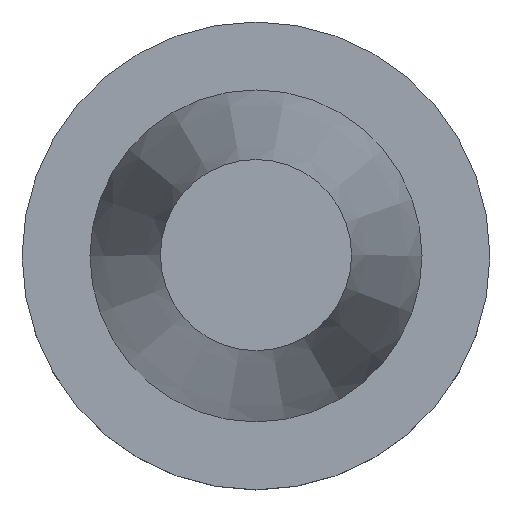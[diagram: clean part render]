
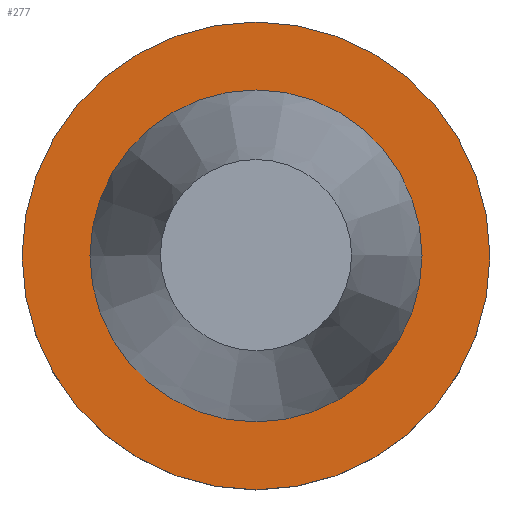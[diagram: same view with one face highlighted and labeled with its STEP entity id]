
A CAD part, top view. The second image highlights one B-rep face of the part: STEP entity #277.
In plain terms, the highlighted planar face has unit normal (0, 0, 1).
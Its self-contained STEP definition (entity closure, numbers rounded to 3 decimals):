
#3 = AXIS2_PLACEMENT_3D ( 'NONE', #23, #105, #293 ) ;
#23 = CARTESIAN_POINT ( 'NONE',  ( 0., 49.215, -1.5 ) ) ;
#42 = FACE_OUTER_BOUND ( 'NONE', #95, .T. ) ;
#51 = ORIENTED_EDGE ( 'NONE', *, *, #288, .F. ) ;
#75 = CARTESIAN_POINT ( 'NONE',  ( 0., 0., -1.5 ) ) ;
#76 = DIRECTION ( 'NONE',  ( 1., 0., 0. ) ) ;
#83 = EDGE_CURVE ( 'NONE', #335, #335, #109, .T. ) ;
#95 = EDGE_LOOP ( 'NONE', ( #346 ) ) ;
#105 = DIRECTION ( 'NONE',  ( 0., 0., -1. ) ) ;
#109 = CIRCLE ( 'NONE', #307, 49.215 ) ;
#143 = VERTEX_POINT ( 'NONE', #245 ) ;
#152 = EDGE_LOOP ( 'NONE', ( #51 ) ) ;
#166 = PLANE ( 'NONE',  #3 ) ;
#236 = DIRECTION ( 'NONE',  ( 1., 0., 0. ) ) ;
#245 = CARTESIAN_POINT ( 'NONE',  ( 34.925, 0., -1.5 ) ) ;
#249 = CARTESIAN_POINT ( 'NONE',  ( 49.215, 0., -1.5 ) ) ;
#270 = FACE_BOUND ( 'NONE', #152, .T. ) ;
#271 = AXIS2_PLACEMENT_3D ( 'NONE', #75, #331, #236 ) ;
#273 = DIRECTION ( 'NONE',  ( 0., 0., 1. ) ) ;
#277 = ADVANCED_FACE ( 'NONE', ( #270, #42 ), #166, .F. ) ;
#288 = EDGE_CURVE ( 'NONE', #143, #143, #320, .T. ) ;
#293 = DIRECTION ( 'NONE',  ( -1., 0., 0. ) ) ;
#299 = CARTESIAN_POINT ( 'NONE',  ( 0., 0., -1.5 ) ) ;
#307 = AXIS2_PLACEMENT_3D ( 'NONE', #299, #273, #76 ) ;
#320 = CIRCLE ( 'NONE', #271, 34.925 ) ;
#331 = DIRECTION ( 'NONE',  ( 0., 0., 1. ) ) ;
#335 = VERTEX_POINT ( 'NONE', #249 ) ;
#346 = ORIENTED_EDGE ( 'NONE', *, *, #83, .T. ) ;
